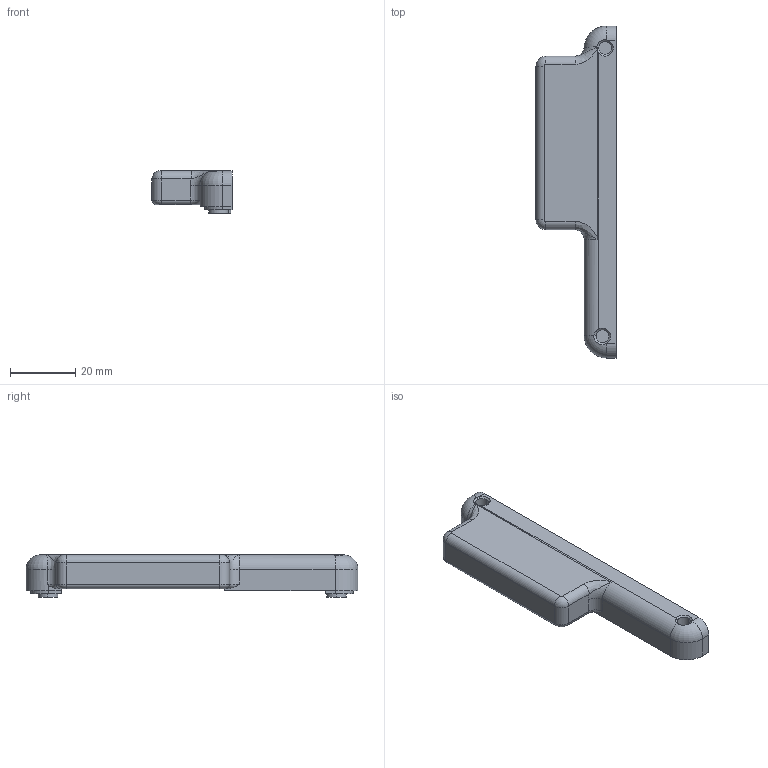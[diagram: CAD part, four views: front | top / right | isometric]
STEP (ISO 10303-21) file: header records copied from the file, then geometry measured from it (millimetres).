
FILE_DESCRIPTION (( 'STEP AP203' ), '1' );
FILE_NAME ('BFV_TTL_GPS_v11_lid.STEP', '2016-05-14T08:24:29', ( '' ), ( '' ), 'SwSTEP 2.0', 'SolidWorks 2016', '' );
FILE_SCHEMA (( 'CONFIG_CONTROL_DESIGN' ));
Length unit declared in the file: millimetre
Products named in the file (1): BFV_TTL_GPS_v11_lid
Bounding box: 24.58 x 102 x 13 mm (x, y, z)
Volume: 8436.3 mm3; surface area: 9435.8 mm2
Topology: 3 solids, 3 shells, 160 faces, 424 edges, 273 vertices
Faces by surface type: plane 79, cylinder 52, torus 13, cone 8, bspline 8
Entity records: 6025 total; most frequent: CARTESIAN_POINT 1990, ORIENTED_EDGE 848, DIRECTION 805, EDGE_CURVE 424, AXIS2_PLACEMENT_3D 279, VERTEX_POINT 273, VECTOR 247, LINE 247
